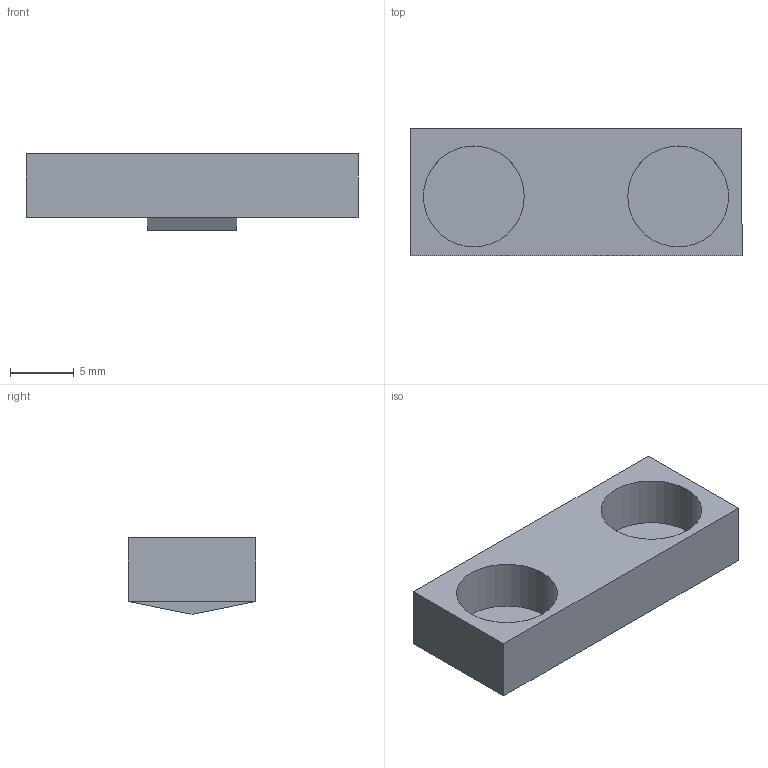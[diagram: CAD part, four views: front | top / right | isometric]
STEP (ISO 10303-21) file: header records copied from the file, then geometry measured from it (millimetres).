
FILE_DESCRIPTION(/* description */ (''),/* implementation_level */ '2;1');
FILE_NAME(/* name */ '20_Cube_Insert_Felxuremanipulator_zonly_fiberlid.ipt.step',/* time_stamp */ '2022-11-29T07:59:43+01:00',/* author */ ('diederichbenedict'),/* organization */ (''),/* preprocessor_version */ 'ST-DEVELOPER v18.1',/* originating_system */ 'Autodesk Inventor 2022',/* authorisation */ '');
FILE_SCHEMA (('AUTOMOTIVE_DESIGN { 1 0 10303 214 3 1 1 }'));
Length unit declared in the file: millimetre
Products named in the file (1): 20_Cube_Insert_Felxuremanipulator_zonly_fiberlid
Bounding box: 26 x 10 x 6 mm (x, y, z)
Volume: 942.9 mm3; surface area: 1089.9 mm2
Topology: 1 solids, 1 shells, 15 faces, 29 edges, 18 vertices
Faces by surface type: plane 13, cylinder 2
Full cylindrical faces by diameter (mm): 7.9 x2
Entity records: 416 total; most frequent: DIRECTION 65, CARTESIAN_POINT 63, ORIENTED_EDGE 58, EDGE_CURVE 29, LINE 25, VECTOR 25, AXIS2_PLACEMENT_3D 20, VERTEX_POINT 18
